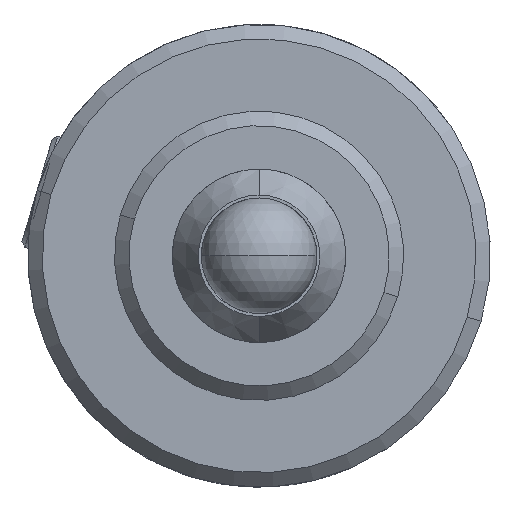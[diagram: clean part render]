
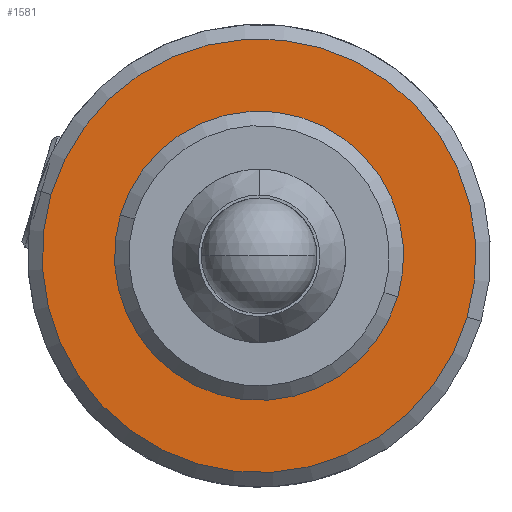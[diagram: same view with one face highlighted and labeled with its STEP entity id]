
A CAD part, left-side view. The second image highlights one B-rep face of the part: STEP entity #1581.
In plain terms, the highlighted planar face has unit normal (-1, 0, 0).
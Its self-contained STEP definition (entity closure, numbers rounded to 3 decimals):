
#53 = CARTESIAN_POINT ( 'NONE',  ( -0.05, 4.796, 1.413 ) ) ;
#89 = EDGE_CURVE ( 'NONE', #1839, #503, #324, .T. ) ;
#103 = CARTESIAN_POINT ( 'NONE',  ( -0.05, -4.796, -1.413 ) ) ;
#264 = ORIENTED_EDGE ( 'NONE', *, *, #89, .T. ) ;
#274 = DIRECTION ( 'NONE',  ( -1., 0., 0. ) ) ;
#324 = CIRCLE ( 'NONE', #770, 7.5 ) ;
#334 = EDGE_CURVE ( 'NONE', #503, #1839, #448, .T. ) ;
#374 = CARTESIAN_POINT ( 'NONE',  ( -0.05, 0., 0. ) ) ;
#398 = CIRCLE ( 'NONE', #1434, 5. ) ;
#414 = DIRECTION ( 'NONE',  ( 1., 0., 0. ) ) ;
#419 = AXIS2_PLACEMENT_3D ( 'NONE', #374, #507, #1903 ) ;
#433 = DIRECTION ( 'NONE',  ( 0., -0.959, -0.283 ) ) ;
#447 = CARTESIAN_POINT ( 'NONE',  ( -0.05, 0., 0. ) ) ;
#448 = CIRCLE ( 'NONE', #419, 7.5 ) ;
#503 = VERTEX_POINT ( 'NONE', #1504 ) ;
#507 = DIRECTION ( 'NONE',  ( -1., 0., 0. ) ) ;
#594 = DIRECTION ( 'NONE',  ( -1., 0., 0. ) ) ;
#705 = CARTESIAN_POINT ( 'NONE',  ( -0.05, 7.194, 2.119 ) ) ;
#728 = FACE_BOUND ( 'NONE', #1987, .T. ) ;
#770 = AXIS2_PLACEMENT_3D ( 'NONE', #447, #274, #1534 ) ;
#879 = CIRCLE ( 'NONE', #1786, 5. ) ;
#888 = DIRECTION ( 'NONE',  ( 0., -0.959, -0.283 ) ) ;
#897 = ORIENTED_EDGE ( 'NONE', *, *, #1018, .F. ) ;
#902 = CARTESIAN_POINT ( 'NONE',  ( -0.05, 0., 0. ) ) ;
#937 = EDGE_LOOP ( 'NONE', ( #264, #1521 ) ) ;
#1018 = EDGE_CURVE ( 'NONE', #1252, #1832, #879, .T. ) ;
#1028 = ORIENTED_EDGE ( 'NONE', *, *, #1549, .F. ) ;
#1045 = DIRECTION ( 'NONE',  ( 0., 0.959, 0.283 ) ) ;
#1252 = VERTEX_POINT ( 'NONE', #53 ) ;
#1434 = AXIS2_PLACEMENT_3D ( 'NONE', #1845, #594, #888 ) ;
#1504 = CARTESIAN_POINT ( 'NONE',  ( -0.05, -7.194, -2.119 ) ) ;
#1508 = FACE_OUTER_BOUND ( 'NONE', #937, .T. ) ;
#1516 = CARTESIAN_POINT ( 'NONE',  ( -0.05, -2.26, 7.674 ) ) ;
#1521 = ORIENTED_EDGE ( 'NONE', *, *, #334, .T. ) ;
#1534 = DIRECTION ( 'NONE',  ( 0., 0.959, 0.283 ) ) ;
#1549 = EDGE_CURVE ( 'NONE', #1832, #1252, #398, .T. ) ;
#1581 = ADVANCED_FACE ( 'NONE', ( #1508, #728 ), #1807, .F. ) ;
#1696 = AXIS2_PLACEMENT_3D ( 'NONE', #1516, #414, #1045 ) ;
#1786 = AXIS2_PLACEMENT_3D ( 'NONE', #902, #1806, #433 ) ;
#1806 = DIRECTION ( 'NONE',  ( -1., 0., 0. ) ) ;
#1807 = PLANE ( 'NONE',  #1696 ) ;
#1832 = VERTEX_POINT ( 'NONE', #103 ) ;
#1839 = VERTEX_POINT ( 'NONE', #705 ) ;
#1845 = CARTESIAN_POINT ( 'NONE',  ( -0.05, 0., 0. ) ) ;
#1903 = DIRECTION ( 'NONE',  ( 0., 0.959, 0.283 ) ) ;
#1987 = EDGE_LOOP ( 'NONE', ( #1028, #897 ) ) ;
